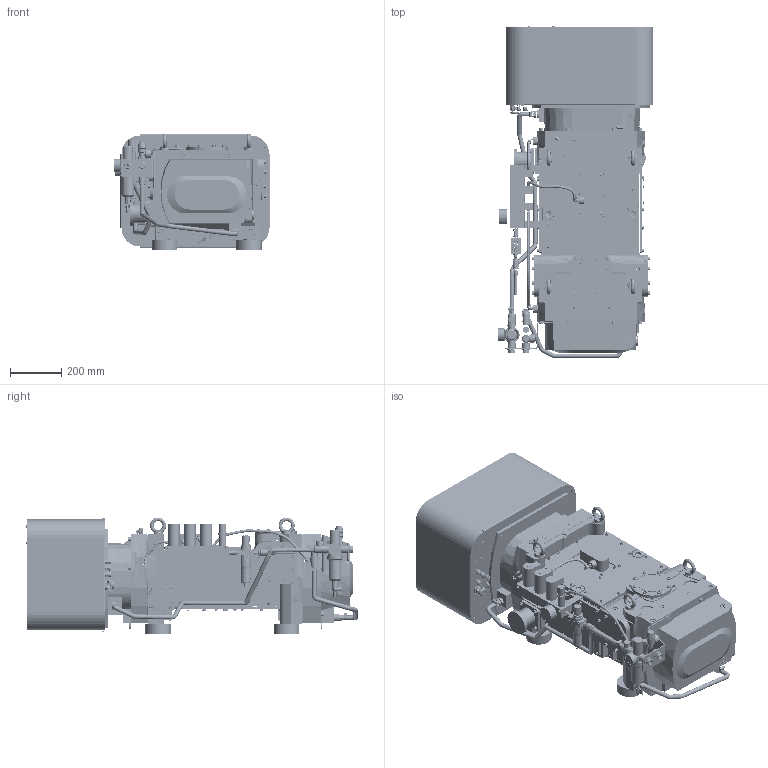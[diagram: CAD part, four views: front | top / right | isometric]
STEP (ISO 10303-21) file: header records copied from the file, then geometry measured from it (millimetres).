
FILE_DESCRIPTION(('STEP AP203'), '1');
FILE_NAME('櫻蠉錪', '', ('UNSPECIFIED'), ('UNSPECIFIED'), 'C3D Converter', 'C3D Toolkit', '');
FILE_SCHEMA(('CONFIG_CONTROL_DESIGN'));
Length unit declared in the file: millimetre
Bounding box: 613.5 x 1298.82 x 457.21 mm (x, y, z)
Surface area: 4700582.3 mm2 (no closed solid volume)
Topology: 0 solids, 2425 shells, 2425 faces, 25314 edges, 28115 vertices
Faces by surface type: plane 1340, cylinder 694, cone 180, torus 148, bspline 46, extrusion 9, sphere 8
Full cylindrical faces by diameter (mm): 1 x1, 3.242 x5, 4 x2, 4.5 x1, 4.917 x1, 5 x2, 5.188 x2, 5.6 x1, 5.917 x2, 6 x2, 6.4 x1, 6.647 x2, 7 x1, 8 x4, 8.917 x1, 9 x8, 10 x95, 11 x3, 11.835 x4, 12 x62, 12.6 x1, 13 x30, 13.835 x5, 13.85 x2, 14 x3, 15 x5, 15.2 x1, 15.5 x1, 16 x20, 16.2 x1
Entity records: 370951 total; most frequent: CARTESIAN_POINT 144461, DIRECTION 35934, ORIENTED_EDGE 23746, EDGE_CURVE 23746, VERTEX_POINT 23746, VECTOR 12064, LINE 12055, AXIS2_PLACEMENT_3D 11935
